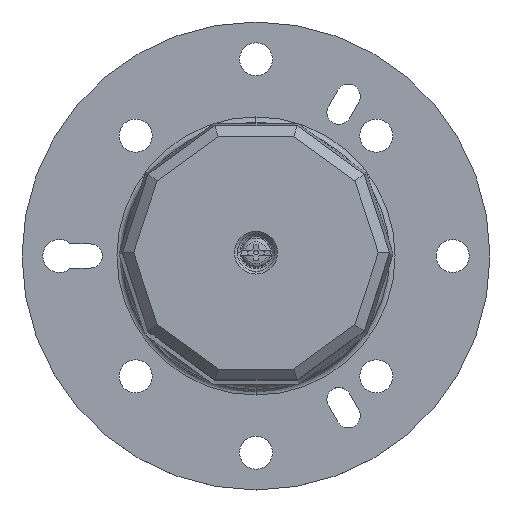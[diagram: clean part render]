
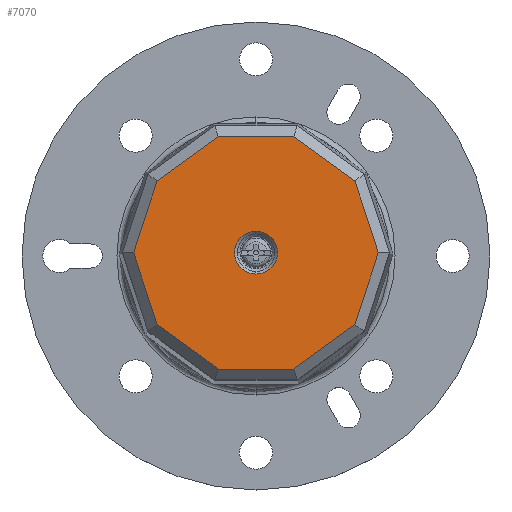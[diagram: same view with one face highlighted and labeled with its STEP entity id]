
A CAD part, top view. The second image highlights one B-rep face of the part: STEP entity #7070.
In plain terms, the highlighted planar face has unit normal (0, 0, 1).
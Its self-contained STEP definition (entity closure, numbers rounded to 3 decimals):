
#6302=CARTESIAN_POINT('',(0.,-4.,350.));
#6303=VERTEX_POINT('',#6302);
#6312=CARTESIAN_POINT('',(0.,4.,350.));
#6313=VERTEX_POINT('',#6312);
#6314=CARTESIAN_POINT('',(0.,0.,350.));
#6315=DIRECTION('',(0.0,0.0,1.0));
#6316=DIRECTION('',(0.0,-1.0,0.0));
#6317=AXIS2_PLACEMENT_3D('',#6314,#6315,#6316);
#6318=CIRCLE('',#6317,4.0);
#6319=EDGE_CURVE('',#6303,#6313,#6318,.T.);
#6808=CARTESIAN_POINT('',(-7.067,-21.75,350.));
#6809=VERTEX_POINT('',#6808);
#6810=CARTESIAN_POINT('',(-18.502,-13.442,350.));
#6811=VERTEX_POINT('',#6810);
#6812=CARTESIAN_POINT('',(-7.067,-21.75,350.));
#6813=DIRECTION('',(-0.809,0.588,0.0));
#6814=VECTOR('',#6813,14.134);
#6815=LINE('',#6812,#6814);
#6816=EDGE_CURVE('',#6809,#6811,#6815,.T.);
#6839=CARTESIAN_POINT('',(-22.869,0.,350.));
#6840=VERTEX_POINT('',#6839);
#6841=CARTESIAN_POINT('',(-18.502,-13.442,350.));
#6842=DIRECTION('',(-0.309,0.951,0.0));
#6843=VECTOR('',#6842,14.134);
#6844=LINE('',#6841,#6843);
#6845=EDGE_CURVE('',#6811,#6840,#6844,.T.);
#6863=CARTESIAN_POINT('',(-18.502,13.442,350.));
#6864=VERTEX_POINT('',#6863);
#6865=CARTESIAN_POINT('',(-22.869,0.,350.));
#6866=DIRECTION('',(0.309,0.951,0.0));
#6867=VECTOR('',#6866,14.134);
#6868=LINE('',#6865,#6867);
#6869=EDGE_CURVE('',#6840,#6864,#6868,.T.);
#6887=CARTESIAN_POINT('',(-7.067,21.75,350.));
#6888=VERTEX_POINT('',#6887);
#6889=CARTESIAN_POINT('',(-18.502,13.442,350.));
#6890=DIRECTION('',(0.809,0.588,0.0));
#6891=VECTOR('',#6890,14.134);
#6892=LINE('',#6889,#6891);
#6893=EDGE_CURVE('',#6864,#6888,#6892,.T.);
#6911=CARTESIAN_POINT('',(7.067,21.75,350.));
#6912=VERTEX_POINT('',#6911);
#6913=CARTESIAN_POINT('',(-7.067,21.75,350.));
#6914=DIRECTION('',(1.0,0.0,0.0));
#6915=VECTOR('',#6914,14.134);
#6916=LINE('',#6913,#6915);
#6917=EDGE_CURVE('',#6888,#6912,#6916,.T.);
#6935=CARTESIAN_POINT('',(18.502,13.442,350.));
#6936=VERTEX_POINT('',#6935);
#6937=CARTESIAN_POINT('',(7.067,21.75,350.));
#6938=DIRECTION('',(0.809,-0.588,0.0));
#6939=VECTOR('',#6938,14.134);
#6940=LINE('',#6937,#6939);
#6941=EDGE_CURVE('',#6912,#6936,#6940,.T.);
#6959=CARTESIAN_POINT('',(22.869,0.,350.));
#6960=VERTEX_POINT('',#6959);
#6961=CARTESIAN_POINT('',(18.502,13.442,350.));
#6962=DIRECTION('',(0.309,-0.951,0.0));
#6963=VECTOR('',#6962,14.134);
#6964=LINE('',#6961,#6963);
#6965=EDGE_CURVE('',#6936,#6960,#6964,.T.);
#6983=CARTESIAN_POINT('',(18.502,-13.442,350.));
#6984=VERTEX_POINT('',#6983);
#6985=CARTESIAN_POINT('',(22.869,0.,350.));
#6986=DIRECTION('',(-0.309,-0.951,0.0));
#6987=VECTOR('',#6986,14.134);
#6988=LINE('',#6985,#6987);
#6989=EDGE_CURVE('',#6960,#6984,#6988,.T.);
#7007=CARTESIAN_POINT('',(7.067,-21.75,350.));
#7008=VERTEX_POINT('',#7007);
#7009=CARTESIAN_POINT('',(18.502,-13.442,350.));
#7010=DIRECTION('',(-0.809,-0.588,0.0));
#7011=VECTOR('',#7010,14.134);
#7012=LINE('',#7009,#7011);
#7013=EDGE_CURVE('',#6984,#7008,#7012,.T.);
#7031=CARTESIAN_POINT('',(7.067,-21.75,350.));
#7032=DIRECTION('',(-1.0,0.0,0.0));
#7033=VECTOR('',#7032,14.134);
#7034=LINE('',#7031,#7033);
#7035=EDGE_CURVE('',#7008,#6809,#7034,.T.);
#7043=CARTESIAN_POINT('',(-25.156,-23.925,350.));
#7044=DIRECTION('',(0.0,0.0,1.0));
#7045=DIRECTION('',(1.0,0.0,0.0));
#7046=AXIS2_PLACEMENT_3D('',#7043,#7044,#7045);
#7047=PLANE('',#7046);
#7048=ORIENTED_EDGE('',*,*,#6816,.F.);
#7049=ORIENTED_EDGE('',*,*,#7035,.F.);
#7050=ORIENTED_EDGE('',*,*,#7013,.F.);
#7051=ORIENTED_EDGE('',*,*,#6989,.F.);
#7052=ORIENTED_EDGE('',*,*,#6965,.F.);
#7053=ORIENTED_EDGE('',*,*,#6941,.F.);
#7054=ORIENTED_EDGE('',*,*,#6917,.F.);
#7055=ORIENTED_EDGE('',*,*,#6893,.F.);
#7056=ORIENTED_EDGE('',*,*,#6869,.F.);
#7057=ORIENTED_EDGE('',*,*,#6845,.F.);
#7058=EDGE_LOOP('',(#7048,#7049,#7050,#7051,#7052,#7053,#7054,#7055,#7056,#7057));
#7059=FACE_OUTER_BOUND('',#7058,.T.);
#7060=CARTESIAN_POINT('',(0.,0.,350.));
#7061=DIRECTION('',(0.0,0.0,1.0));
#7062=DIRECTION('',(0.0,-1.0,0.0));
#7063=AXIS2_PLACEMENT_3D('',#7060,#7061,#7062);
#7064=CIRCLE('',#7063,4.0);
#7065=EDGE_CURVE('',#6313,#6303,#7064,.T.);
#7066=ORIENTED_EDGE('',*,*,#7065,.F.);
#7067=ORIENTED_EDGE('',*,*,#6319,.F.);
#7068=EDGE_LOOP('',(#7066,#7067));
#7069=FACE_BOUND('',#7068,.T.);
#7070=ADVANCED_FACE('',(#7059,#7069),#7047,.T.);
